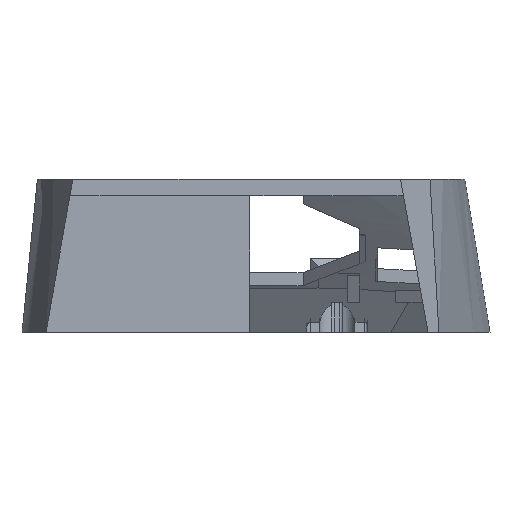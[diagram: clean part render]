
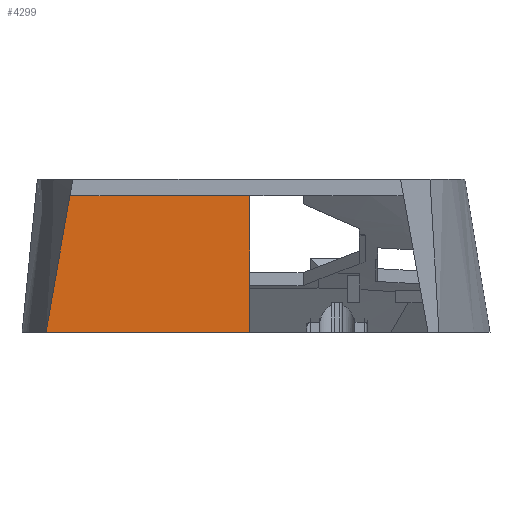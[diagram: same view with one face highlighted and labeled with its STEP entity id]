
A CAD part, front view. The second image highlights one B-rep face of the part: STEP entity #4299.
In plain terms, the highlighted planar face has unit normal (0, -1, 0).
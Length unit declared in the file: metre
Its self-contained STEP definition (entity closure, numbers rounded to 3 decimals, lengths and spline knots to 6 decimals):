
#198=LINE('',#7373,#482);
#204=LINE('',#7819,#488);
#209=LINE('',#7830,#493);
#482=VECTOR('',#4965,1.);
#488=VECTOR('',#4985,1.);
#493=VECTOR('',#4992,1.);
#709=PLANE('',#4543);
#1283=ORIENTED_EDGE('',*,*,#2482,.F.);
#1284=ORIENTED_EDGE('',*,*,#2483,.F.);
#1285=ORIENTED_EDGE('',*,*,#2454,.T.);
#1286=ORIENTED_EDGE('',*,*,#2477,.T.);
#2454=EDGE_CURVE('',#3070,#2956,#198,.T.);
#2477=EDGE_CURVE('',#2956,#3078,#204,.T.);
#2482=EDGE_CURVE('',#3079,#3078,#3471,.T.);
#2483=EDGE_CURVE('',#3070,#3079,#209,.T.);
#2956=VERTEX_POINT('',#6203);
#3070=VERTEX_POINT('',#7371);
#3078=VERTEX_POINT('',#7818);
#3079=VERTEX_POINT('',#7829);
#3471=B_SPLINE_CURVE_WITH_KNOTS('',3,(#7825,#7826,#7827,#7828),
 .UNSPECIFIED.,.F.,.F.,(4,4),(0.,17.15769),.UNSPECIFIED.);
#3767=EDGE_LOOP('',(#1283,#1284,#1285,#1286));
#4026=FACE_BOUND('',#3767,.T.);
#4299=ADVANCED_FACE('',(#4026),#709,.T.);
#4543=AXIS2_PLACEMENT_3D('',#7824,#4990,#4991);
#4965=DIRECTION('',(0.,0.,1.));
#4985=DIRECTION('',(-1.,0.,0.));
#4990=DIRECTION('',(0.,-1.,0.));
#4991=DIRECTION('',(1.,0.,0.));
#4992=DIRECTION('',(-1.,0.,0.));
#6203=CARTESIAN_POINT('',(0.069531,-0.021686,0.019477));
#7371=CARTESIAN_POINT('',(0.069531,-0.021686,0.002575));
#7373=CARTESIAN_POINT('',(0.069531,-0.021686,0.019646));
#7818=CARTESIAN_POINT('',(0.04734,-0.021686,0.019477));
#7819=CARTESIAN_POINT('',(0.058436,-0.021686,0.019477));
#7824=CARTESIAN_POINT('',(0.03994,-0.021686,0.019646));
#7825=CARTESIAN_POINT('',(0.04439,-0.021686,0.002575));
#7826=CARTESIAN_POINT('',(0.045358,-0.021686,0.008212));
#7827=CARTESIAN_POINT('',(0.04634,-0.021686,0.013846));
#7828=CARTESIAN_POINT('',(0.04734,-0.021686,0.019477));
#7829=CARTESIAN_POINT('',(0.04439,-0.021686,0.002575));
#7830=CARTESIAN_POINT('',(0.053129,-0.021686,0.002575));
